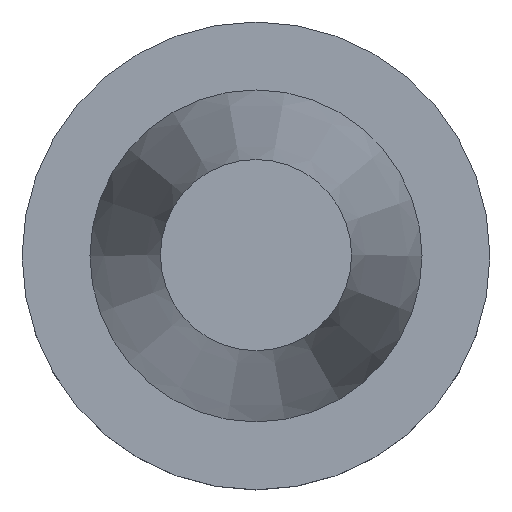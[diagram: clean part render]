
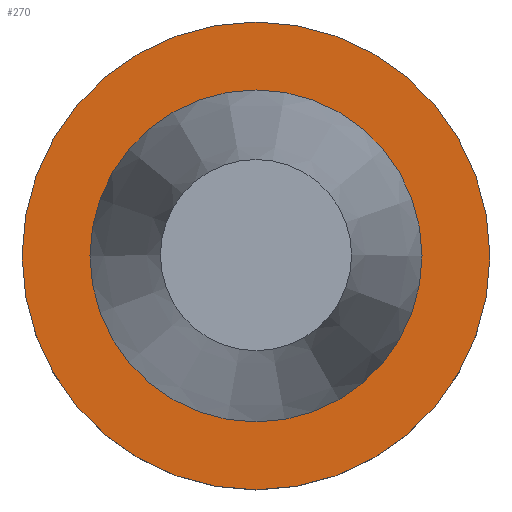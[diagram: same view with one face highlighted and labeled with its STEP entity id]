
A CAD part, top view. The second image highlights one B-rep face of the part: STEP entity #270.
In plain terms, the highlighted planar face has unit normal (0, 0, 1).
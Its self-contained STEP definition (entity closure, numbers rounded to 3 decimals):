
#12 = CIRCLE ( 'NONE', #74, 49.215 ) ;
#31 = DIRECTION ( 'NONE',  ( 0., 0., -1. ) ) ;
#74 = AXIS2_PLACEMENT_3D ( 'NONE', #99, #378, #192 ) ;
#76 = VERTEX_POINT ( 'NONE', #228 ) ;
#81 = EDGE_CURVE ( 'NONE', #76, #76, #132, .T. ) ;
#82 = FACE_OUTER_BOUND ( 'NONE', #164, .T. ) ;
#94 = VERTEX_POINT ( 'NONE', #338 ) ;
#99 = CARTESIAN_POINT ( 'NONE',  ( 0., 0., -1.5 ) ) ;
#105 = DIRECTION ( 'NONE',  ( 0., 0., 1. ) ) ;
#113 = AXIS2_PLACEMENT_3D ( 'NONE', #197, #105, #356 ) ;
#132 = CIRCLE ( 'NONE', #113, 34.925 ) ;
#164 = EDGE_LOOP ( 'NONE', ( #203 ) ) ;
#177 = FACE_BOUND ( 'NONE', #347, .T. ) ;
#192 = DIRECTION ( 'NONE',  ( 1., 0., 0. ) ) ;
#197 = CARTESIAN_POINT ( 'NONE',  ( 0., 0., -1.5 ) ) ;
#203 = ORIENTED_EDGE ( 'NONE', *, *, #381, .T. ) ;
#228 = CARTESIAN_POINT ( 'NONE',  ( 34.925, 0., -1.5 ) ) ;
#236 = ORIENTED_EDGE ( 'NONE', *, *, #81, .F. ) ;
#237 = CARTESIAN_POINT ( 'NONE',  ( 0., 49.215, -1.5 ) ) ;
#240 = PLANE ( 'NONE',  #262 ) ;
#262 = AXIS2_PLACEMENT_3D ( 'NONE', #237, #31, #339 ) ;
#270 = ADVANCED_FACE ( 'NONE', ( #177, #82 ), #240, .F. ) ;
#338 = CARTESIAN_POINT ( 'NONE',  ( 49.215, 0., -1.5 ) ) ;
#339 = DIRECTION ( 'NONE',  ( -1., 0., 0. ) ) ;
#347 = EDGE_LOOP ( 'NONE', ( #236 ) ) ;
#356 = DIRECTION ( 'NONE',  ( 1., 0., 0. ) ) ;
#378 = DIRECTION ( 'NONE',  ( 0., 0., 1. ) ) ;
#381 = EDGE_CURVE ( 'NONE', #94, #94, #12, .T. ) ;
